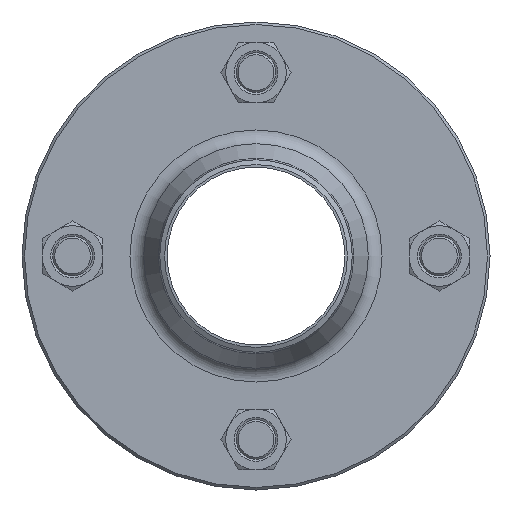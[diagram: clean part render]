
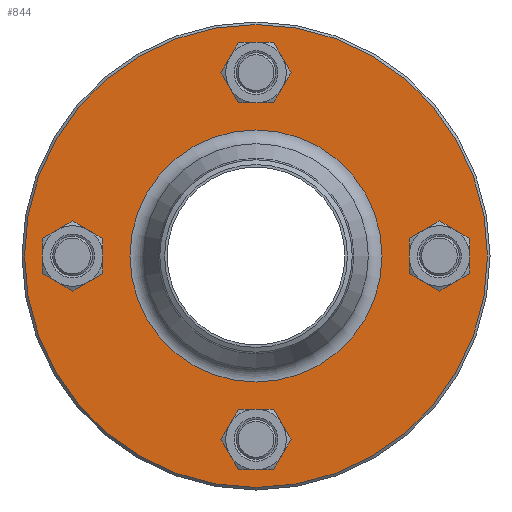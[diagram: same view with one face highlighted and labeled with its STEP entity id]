
A CAD part, left-side view. The second image highlights one B-rep face of the part: STEP entity #844.
In plain terms, the highlighted planar face has unit normal (-1, 0, 0).
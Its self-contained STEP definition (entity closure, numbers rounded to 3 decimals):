
#621=PLANE('',#3625);
#844=ADVANCED_FACE('',(#1138,#1139,#1140,#1141,#1142,#1143),#621,.F.);
#1138=FACE_BOUND('',#1399,.T.);
#1139=FACE_BOUND('',#1400,.T.);
#1140=FACE_BOUND('',#1401,.T.);
#1141=FACE_BOUND('',#1402,.T.);
#1142=FACE_BOUND('',#1403,.T.);
#1143=FACE_BOUND('',#1404,.T.);
#1399=EDGE_LOOP('',(#1803));
#1400=EDGE_LOOP('',(#1804));
#1401=EDGE_LOOP('',(#1805));
#1402=EDGE_LOOP('',(#1806));
#1403=EDGE_LOOP('',(#1807));
#1404=EDGE_LOOP('',(#1808));
#1803=ORIENTED_EDGE('',*,*,#2964,.T.);
#1804=ORIENTED_EDGE('',*,*,#2965,.T.);
#1805=ORIENTED_EDGE('',*,*,#2966,.T.);
#1806=ORIENTED_EDGE('',*,*,#2967,.T.);
#1807=ORIENTED_EDGE('',*,*,#2968,.T.);
#1808=ORIENTED_EDGE('',*,*,#2963,.T.);
#2668=VERTEX_POINT('',#5189);
#2669=VERTEX_POINT('',#5192);
#2670=VERTEX_POINT('',#5194);
#2671=VERTEX_POINT('',#5196);
#2672=VERTEX_POINT('',#5198);
#2673=VERTEX_POINT('',#5200);
#2963=EDGE_CURVE('',#2668,#2668,#3397,.T.);
#2964=EDGE_CURVE('',#2669,#2669,#3398,.T.);
#2965=EDGE_CURVE('',#2670,#2670,#3399,.T.);
#2966=EDGE_CURVE('',#2671,#2671,#3400,.T.);
#2967=EDGE_CURVE('',#2672,#2672,#3401,.T.);
#2968=EDGE_CURVE('',#2673,#2673,#3402,.T.);
#3397=CIRCLE('',#3618,49.818);
#3398=CIRCLE('',#3620,91.5);
#3399=CIRCLE('',#3621,10.);
#3400=CIRCLE('',#3622,10.);
#3401=CIRCLE('',#3623,10.);
#3402=CIRCLE('',#3624,10.);
#3618=AXIS2_PLACEMENT_3D('',#5188,#4114,#4115);
#3620=AXIS2_PLACEMENT_3D('',#5191,#4118,#4119);
#3621=AXIS2_PLACEMENT_3D('',#5193,#4120,#4121);
#3622=AXIS2_PLACEMENT_3D('',#5195,#4122,#4123);
#3623=AXIS2_PLACEMENT_3D('',#5197,#4124,#4125);
#3624=AXIS2_PLACEMENT_3D('',#5199,#4126,#4127);
#3625=AXIS2_PLACEMENT_3D('',#5201,#4128,#4129);
#4114=DIRECTION('',(1.,0.,0.));
#4115=DIRECTION('',(0.,-1.,0.));
#4118=DIRECTION('',(-1.,0.,0.));
#4119=DIRECTION('',(0.,-1.,0.));
#4120=DIRECTION('',(1.,0.,0.));
#4121=DIRECTION('',(0.,-1.,0.));
#4122=DIRECTION('',(1.,0.,0.));
#4123=DIRECTION('',(0.,-1.,0.));
#4124=DIRECTION('',(1.,0.,0.));
#4125=DIRECTION('',(0.,-1.,0.));
#4126=DIRECTION('',(1.,0.,0.));
#4127=DIRECTION('',(0.,-1.,0.));
#4128=DIRECTION('',(1.,0.,0.));
#4129=DIRECTION('',(0.,-1.,0.));
#5188=CARTESIAN_POINT('',(-22.,0.,0.));
#5189=CARTESIAN_POINT('',(-22.,-49.818,0.));
#5191=CARTESIAN_POINT('',(-22.,0.,0.));
#5192=CARTESIAN_POINT('',(-22.,-91.5,0.));
#5193=CARTESIAN_POINT('',(-22.,72.5,0.));
#5194=CARTESIAN_POINT('',(-22.,62.5,0.));
#5195=CARTESIAN_POINT('',(-22.,0.,72.5));
#5196=CARTESIAN_POINT('',(-22.,-10.,72.5));
#5197=CARTESIAN_POINT('',(-22.,-72.5,0.));
#5198=CARTESIAN_POINT('',(-22.,-82.5,0.));
#5199=CARTESIAN_POINT('',(-22.,0.,-72.5));
#5200=CARTESIAN_POINT('',(-22.,-10.,-72.5));
#5201=CARTESIAN_POINT('',(-22.,0.,-49.818));
